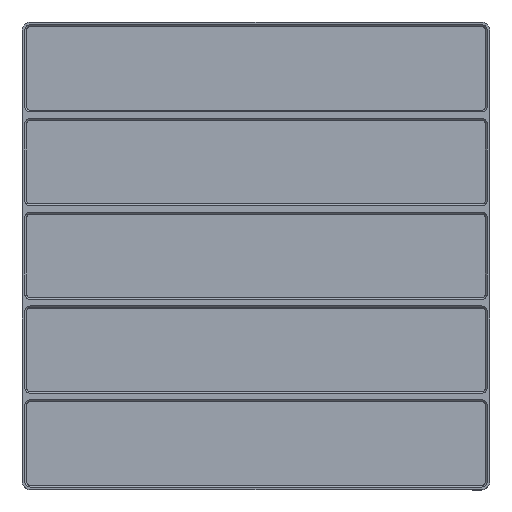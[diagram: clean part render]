
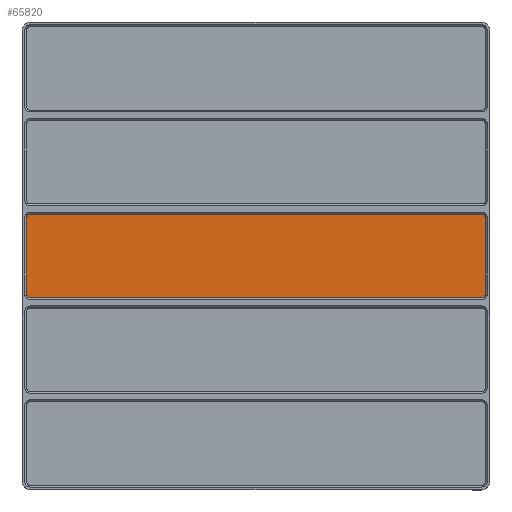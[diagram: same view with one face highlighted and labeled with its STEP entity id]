
A CAD part, top view. The second image highlights one B-rep face of the part: STEP entity #65820.
In plain terms, the highlighted planar face has unit normal (0, 0, 1).
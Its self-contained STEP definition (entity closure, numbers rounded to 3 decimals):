
#64860=CARTESIAN_POINT('',(291.75,206.15,7.));
#64870=VERTEX_POINT('',#64860);
#64900=CARTESIAN_POINT('',(290.15,206.15,7.));
#64910=DIRECTION('',(0.,0.,-1.));
#64920=DIRECTION('',(1.,0.,0.));
#64930=AXIS2_PLACEMENT_3D('',#64900,#64910,#64920);
#64940=CIRCLE('',#64930,1.6);
#64950=CARTESIAN_POINT('',(290.15,207.75,7.));
#64960=VERTEX_POINT('',#64950);
#64970=EDGE_CURVE('',#64960,#64870,#64940,.T.);
#65170=CARTESIAN_POINT('',(273.,189.,7.));
#65180=DIRECTION('',(0.,0.,1.));
#65190=DIRECTION('',(-1.,0.,0.));
#65200=AXIS2_PLACEMENT_3D('',#65170,#65180,#65190);
#65210=PLANE('',#65200);
#65220=CARTESIAN_POINT('',(290.15,171.85,7.));
#65230=DIRECTION('',(0.,0.,-1.));
#65240=DIRECTION('',(1.,0.,0.));
#65250=AXIS2_PLACEMENT_3D('',#65220,#65230,#65240);
#65260=CIRCLE('',#65250,1.6);
#65270=CARTESIAN_POINT('',(291.75,171.85,7.));
#65280=VERTEX_POINT('',#65270);
#65290=CARTESIAN_POINT('',(290.15,170.25,7.));
#65300=VERTEX_POINT('',#65290);
#65310=EDGE_CURVE('',#65280,#65300,#65260,.T.);
#65320=ORIENTED_EDGE('',*,*,#65310,.F.);
#65330=CARTESIAN_POINT('',(121.,170.25,7.));
#65340=DIRECTION('',(-1.,0.,0.));
#65350=VECTOR('',#65340,1.);
#65360=LINE('',#65330,#65350);
#65370=CARTESIAN_POINT('',(87.85,170.25,7.));
#65380=VERTEX_POINT('',#65370);
#65390=EDGE_CURVE('',#65300,#65380,#65360,.T.);
#65400=ORIENTED_EDGE('',*,*,#65390,.F.);
#65410=CARTESIAN_POINT('',(87.85,171.85,7.));
#65420=DIRECTION('',(0.,0.,-1.));
#65430=DIRECTION('',(1.,0.,0.));
#65440=AXIS2_PLACEMENT_3D('',#65410,#65420,#65430);
#65450=CIRCLE('',#65440,1.6);
#65460=CARTESIAN_POINT('',(86.25,171.85,7.));
#65470=VERTEX_POINT('',#65460);
#65480=EDGE_CURVE('',#65380,#65470,#65450,.T.);
#65490=ORIENTED_EDGE('',*,*,#65480,.F.);
#65500=CARTESIAN_POINT('',(86.25,173.,7.));
#65510=DIRECTION('',(0.,1.,0.));
#65520=VECTOR('',#65510,1.);
#65530=LINE('',#65500,#65520);
#65540=CARTESIAN_POINT('',(86.25,206.15,7.));
#65550=VERTEX_POINT('',#65540);
#65560=EDGE_CURVE('',#65470,#65550,#65530,.T.);
#65570=ORIENTED_EDGE('',*,*,#65560,.F.);
#65580=CARTESIAN_POINT('',(87.85,206.15,7.));
#65590=DIRECTION('',(0.,0.,-1.));
#65600=DIRECTION('',(1.,0.,0.));
#65610=AXIS2_PLACEMENT_3D('',#65580,#65590,#65600);
#65620=CIRCLE('',#65610,1.6);
#65630=CARTESIAN_POINT('',(87.85,207.75,7.));
#65640=VERTEX_POINT('',#65630);
#65650=EDGE_CURVE('',#65550,#65640,#65620,.T.);
#65660=ORIENTED_EDGE('',*,*,#65650,.F.);
#65670=CARTESIAN_POINT('',(257.,207.75,7.));
#65680=DIRECTION('',(1.,0.,0.));
#65690=VECTOR('',#65680,1.);
#65700=LINE('',#65670,#65690);
#65710=EDGE_CURVE('',#65640,#64960,#65700,.T.);
#65720=ORIENTED_EDGE('',*,*,#65710,.F.);
#65730=ORIENTED_EDGE('',*,*,#64970,.F.);
#65740=CARTESIAN_POINT('',(291.75,205.,7.));
#65750=DIRECTION('',(0.,-1.,0.));
#65760=VECTOR('',#65750,1.);
#65770=LINE('',#65740,#65760);
#65780=EDGE_CURVE('',#64870,#65280,#65770,.T.);
#65790=ORIENTED_EDGE('',*,*,#65780,.F.);
#65800=EDGE_LOOP('',(#65790,#65730,#65720,#65660,#65570,#65490,#65400,
#65320));
#65810=FACE_OUTER_BOUND('',#65800,.T.);
#65820=ADVANCED_FACE('',(#65810),#65210,.T.);
